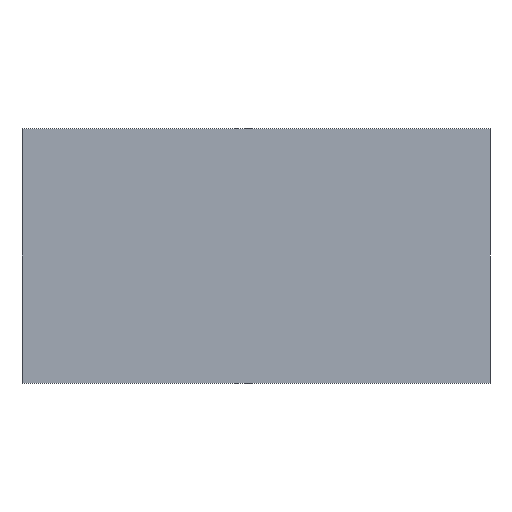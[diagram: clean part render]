
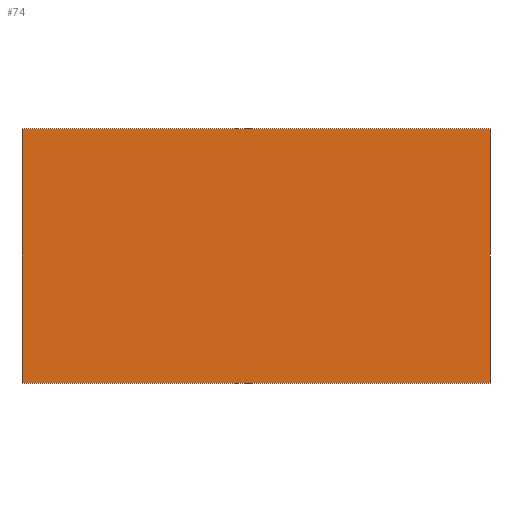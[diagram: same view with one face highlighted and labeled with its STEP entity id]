
A CAD part, front view. The second image highlights one B-rep face of the part: STEP entity #74.
In plain terms, the highlighted planar face has unit normal (0, -1, 0).
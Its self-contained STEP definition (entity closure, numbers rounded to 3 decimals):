
#13 = CARTESIAN_POINT ( 'NONE',  ( 9.2, -0.5, -5. ) ) ;
#24 = EDGE_LOOP ( 'NONE', ( #272, #84, #121, #68 ) ) ;
#26 = VERTEX_POINT ( 'NONE', #294 ) ;
#39 = DIRECTION ( 'NONE',  ( 0., 0., 1. ) ) ;
#53 = CARTESIAN_POINT ( 'NONE',  ( -9.2, -0.5, -5. ) ) ;
#66 = AXIS2_PLACEMENT_3D ( 'NONE', #103, #371, #185 ) ;
#68 = ORIENTED_EDGE ( 'NONE', *, *, #194, .F. ) ;
#70 = CARTESIAN_POINT ( 'NONE',  ( -9.2, -0.5, 5. ) ) ;
#72 = VECTOR ( 'NONE', #354, 1000. ) ;
#74 = ADVANCED_FACE ( 'NONE', ( #158 ), #213, .T. ) ;
#78 = CARTESIAN_POINT ( 'NONE',  ( -9.2, -0.5, 5. ) ) ;
#84 = ORIENTED_EDGE ( 'NONE', *, *, #180, .F. ) ;
#87 = VERTEX_POINT ( 'NONE', #337 ) ;
#90 = EDGE_CURVE ( 'NONE', #208, #87, #242, .T. ) ;
#103 = CARTESIAN_POINT ( 'NONE',  ( 9.2, -0.5, -5. ) ) ;
#106 = DIRECTION ( 'NONE',  ( -1., 0., 0. ) ) ;
#110 = CARTESIAN_POINT ( 'NONE',  ( 9.2, -0.5, 5. ) ) ;
#121 = ORIENTED_EDGE ( 'NONE', *, *, #90, .F. ) ;
#147 = DIRECTION ( 'NONE',  ( 0., 0., -1. ) ) ;
#158 = FACE_OUTER_BOUND ( 'NONE', #24, .T. ) ;
#171 = LINE ( 'NONE', #53, #252 ) ;
#180 = EDGE_CURVE ( 'NONE', #87, #26, #348, .T. ) ;
#184 = VERTEX_POINT ( 'NONE', #13 ) ;
#185 = DIRECTION ( 'NONE',  ( 0., 0., -1. ) ) ;
#194 = EDGE_CURVE ( 'NONE', #184, #208, #171, .T. ) ;
#208 = VERTEX_POINT ( 'NONE', #250 ) ;
#213 = PLANE ( 'NONE',  #66 ) ;
#242 = LINE ( 'NONE', #70, #378 ) ;
#250 = CARTESIAN_POINT ( 'NONE',  ( -9.2, -0.5, -5. ) ) ;
#252 = VECTOR ( 'NONE', #106, 1000. ) ;
#272 = ORIENTED_EDGE ( 'NONE', *, *, #321, .F. ) ;
#286 = LINE ( 'NONE', #110, #305 ) ;
#294 = CARTESIAN_POINT ( 'NONE',  ( 9.2, -0.5, 5. ) ) ;
#305 = VECTOR ( 'NONE', #147, 1000. ) ;
#321 = EDGE_CURVE ( 'NONE', #26, #184, #286, .T. ) ;
#337 = CARTESIAN_POINT ( 'NONE',  ( -9.2, -0.5, 5. ) ) ;
#348 = LINE ( 'NONE', #78, #72 ) ;
#354 = DIRECTION ( 'NONE',  ( 1., 0., 0. ) ) ;
#371 = DIRECTION ( 'NONE',  ( 0., -1., 0. ) ) ;
#378 = VECTOR ( 'NONE', #39, 1000. ) ;
